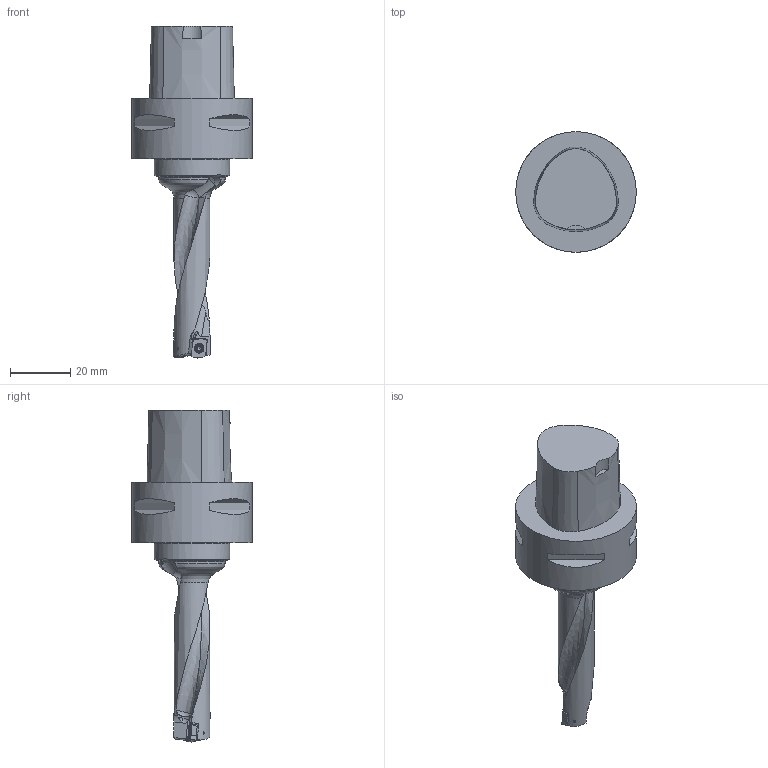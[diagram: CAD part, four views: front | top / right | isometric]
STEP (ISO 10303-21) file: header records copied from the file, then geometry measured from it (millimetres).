
FILE_DESCRIPTION(/* description */ (''),/* implementation_level */ '2;1');
FILE_NAME(/* name */ 'toolassembly_1.stp',/* time_stamp */ '2020-07-08T12:48:04+02:00',/* author */ (''),/* organization */ ('SMS'),/* preprocessor_version */ 'ST-DEVELOPER v16.7',/* originating_system */ 'SIEMENS PLM Software NX 12.0',/* authorisation */ '');
FILE_SCHEMA (('AUTOMOTIVE_DESIGN { 1 0 10303 214 3 1 1 1 }'));
Length unit declared in the file: millimetre
Products named in the file (5): CUT_20200708124536; CUT_20200708124534; NOCUT_20200708124526; ASSEMBLY_CONSTRUCTION; TOOLASSEMBLY_1
Assembly tree (4 placements, depth 2):
  TOOLASSEMBLY_1
    ASSEMBLY_CONSTRUCTION
    NOCUT_20200708124526
    CUT_20200708124534
    CUT_20200708124536
Bounding box: 40 x 40 x 110 mm (x, y, z)
Volume: 45949.5 mm3; surface area: 10560 mm2
Topology: 3 solids, 4 shells, 286 faces, 761 edges, 493 vertices
Faces by surface type: plane 117, cylinder 70, cone 33, extrusion 24, bspline 14, torus 14, sphere 12, revolution 2
Full cylindrical faces by diameter (mm): 1.68 x2, 2.2 x2, 2.66 x2, 25 x1, 40 x1
Entity records: 11695 total; most frequent: CARTESIAN_POINT 4675, ORIENTED_EDGE 1422, DIRECTION 1387, EDGE_CURVE 711, AXIS2_PLACEMENT_3D 549, VERTEX_POINT 474, EDGE_LOOP 331, VECTOR 287
